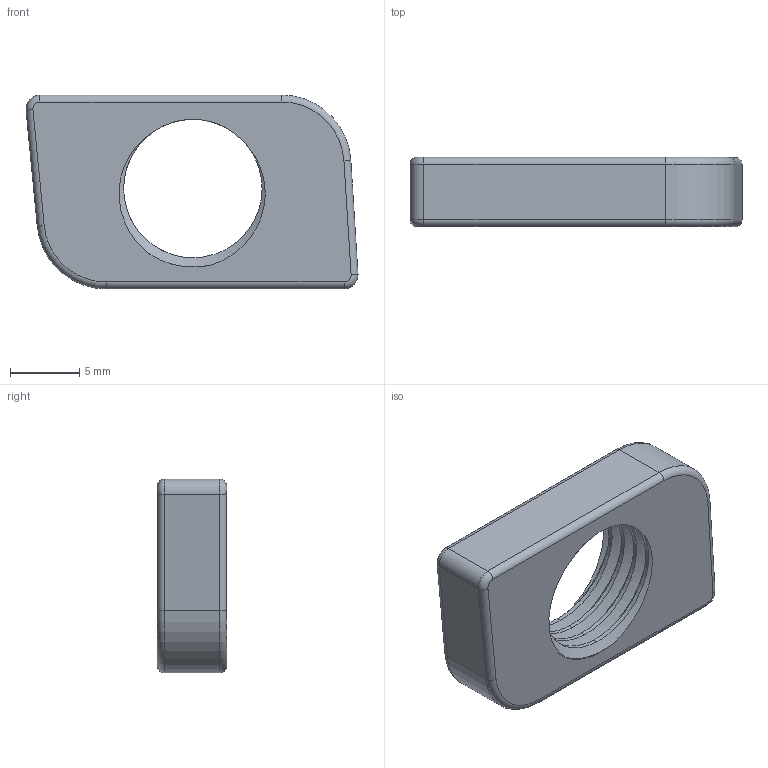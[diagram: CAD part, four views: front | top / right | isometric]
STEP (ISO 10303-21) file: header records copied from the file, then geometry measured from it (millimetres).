
FILE_DESCRIPTION (( 'STEP AP203' ), '1' );
FILE_NAME ('3D_R6452_M10_173483250.STEP', '2024-08-28T12:09:28', ( '' ), ( '' ), 'SwSTEP 2.0', 'SolidWorks 2024', '' );
FILE_SCHEMA (( 'CONFIG_CONTROL_DESIGN' ));
Length unit declared in the file: millimetre
Products named in the file (1): 3D_R6452_M10_173483250
Bounding box: 23.98 x 5 x 14 mm (x, y, z)
Volume: 1116 mm3; surface area: 1038.4 mm2
Topology: 1 solids, 1 shells, 39 faces, 95 edges, 58 vertices
Faces by surface type: cylinder 22, torus 8, plane 6, bspline 3
Entity records: 2377 total; most frequent: CARTESIAN_POINT 1436, ORIENTED_EDGE 190, DIRECTION 179, EDGE_CURVE 95, AXIS2_PLACEMENT_3D 73, VERTEX_POINT 58, EDGE_LOOP 41, FACE_OUTER_BOUND 39
